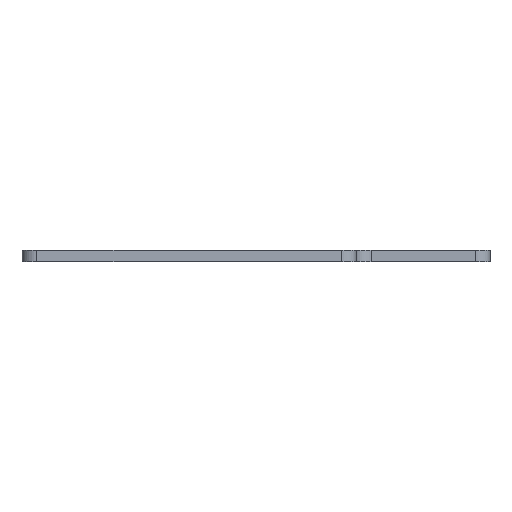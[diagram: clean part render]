
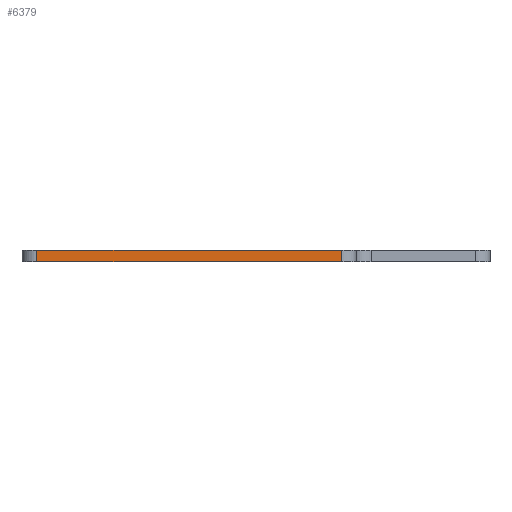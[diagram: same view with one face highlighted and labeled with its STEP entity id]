
A CAD part, left-side view. The second image highlights one B-rep face of the part: STEP entity #6379.
In plain terms, the highlighted planar face has unit normal (-1, 0, 0).
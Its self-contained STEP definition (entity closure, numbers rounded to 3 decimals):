
#522=PLANE('',#7182);
#789=FACE_OUTER_BOUND('',#1058,.T.);
#1058=EDGE_LOOP('',(#5037,#5038,#5039,#5040));
#1841=LINE('',#10632,#2124);
#1842=LINE('',#10635,#2125);
#1843=LINE('',#10637,#2126);
#1844=LINE('',#10638,#2127);
#2124=VECTOR('',#9023,10.);
#2125=VECTOR('',#9026,10.);
#2126=VECTOR('',#9027,10.);
#2127=VECTOR('',#9028,10.);
#3176=VERTEX_POINT('',#10628);
#3177=VERTEX_POINT('',#10630);
#3178=VERTEX_POINT('',#10634);
#3179=VERTEX_POINT('',#10636);
#3973=EDGE_CURVE('',#3176,#3177,#1841,.T.);
#3974=EDGE_CURVE('',#3176,#3178,#1842,.T.);
#3975=EDGE_CURVE('',#3179,#3177,#1843,.T.);
#3976=EDGE_CURVE('',#3178,#3179,#1844,.T.);
#5037=ORIENTED_EDGE('',*,*,#3974,.F.);
#5038=ORIENTED_EDGE('',*,*,#3973,.T.);
#5039=ORIENTED_EDGE('',*,*,#3975,.F.);
#5040=ORIENTED_EDGE('',*,*,#3976,.F.);
#6379=ADVANCED_FACE('',(#789),#522,.T.);
#7182=AXIS2_PLACEMENT_3D('',#10633,#9024,#9025);
#9023=DIRECTION('',(0.,0.,1.));
#9024=DIRECTION('center_axis',(-1.,0.,0.));
#9025=DIRECTION('ref_axis',(0.,-1.,0.));
#9026=DIRECTION('',(0.,1.,0.));
#9027=DIRECTION('',(0.,-1.,0.));
#9028=DIRECTION('',(0.,0.,1.));
#10628=CARTESIAN_POINT('',(-2.5,-3.,0.));
#10630=CARTESIAN_POINT('',(-2.5,-3.,1.57));
#10632=CARTESIAN_POINT('',(-2.5,-3.,0.));
#10633=CARTESIAN_POINT('Origin',(-2.5,38.,0.));
#10634=CARTESIAN_POINT('',(-2.5,38.,0.));
#10635=CARTESIAN_POINT('',(-2.5,-3.,0.));
#10636=CARTESIAN_POINT('',(-2.5,38.,1.57));
#10637=CARTESIAN_POINT('',(-2.5,-3.,1.57));
#10638=CARTESIAN_POINT('',(-2.5,38.,0.));
